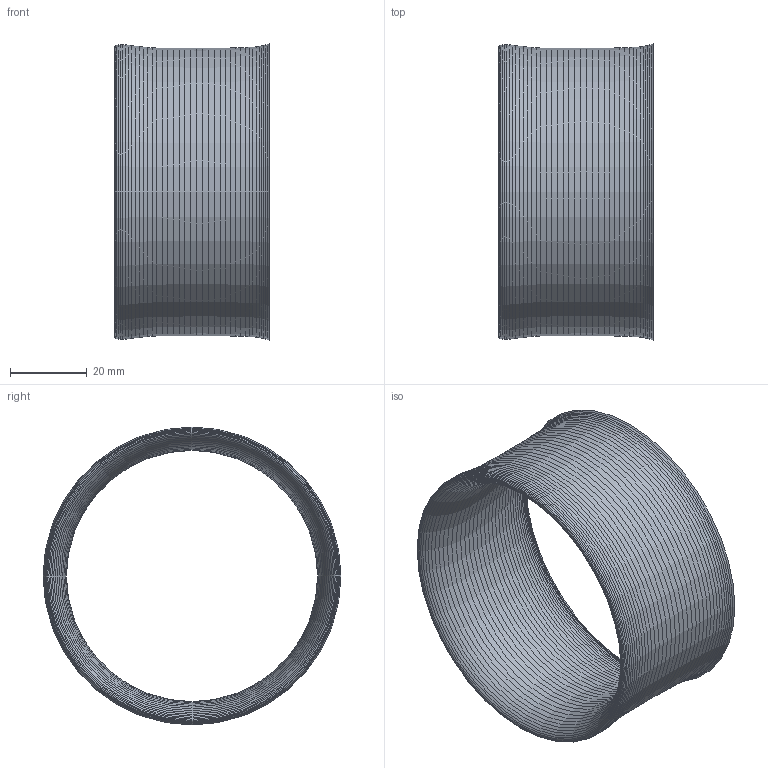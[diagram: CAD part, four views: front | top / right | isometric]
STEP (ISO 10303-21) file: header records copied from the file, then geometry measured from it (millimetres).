
FILE_DESCRIPTION(('FreeCAD Model'),'2;1');
FILE_NAME('Duct.step','2015-04-18T21:45:23',('Author'),(''), 'Open CASCADE STEP processor 6.8','FreeCAD','Unknown');
FILE_SCHEMA(('AUTOMOTIVE_DESIGN_CC2 { 1 2 10303 214 -1 1 5 4 }'));
Length unit declared in the file: millimetre
Products named in the file (1): BareDuctP
Bounding box: 40.44 x 77.82 x 77.82 mm (x, y, z)
Volume: 30147.9 mm3; surface area: 19204.4 mm2
Topology: 1 solids, 1 shells, 80 faces, 159 edges, 80 vertices
Faces by surface type: cone 78, cylinder 1, plane 1
Full cylindrical faces by diameter (mm): 75.06 x1
Entity records: 4091 total; most frequent: DIRECTION 719, CARTESIAN_POINT 638, LINE 395, VECTOR 395, ORIENTED_EDGE 318, PCURVE 318, DEFINITIONAL_REPRESENTATION 318, AXIS2_PLACEMENT_3D 161
